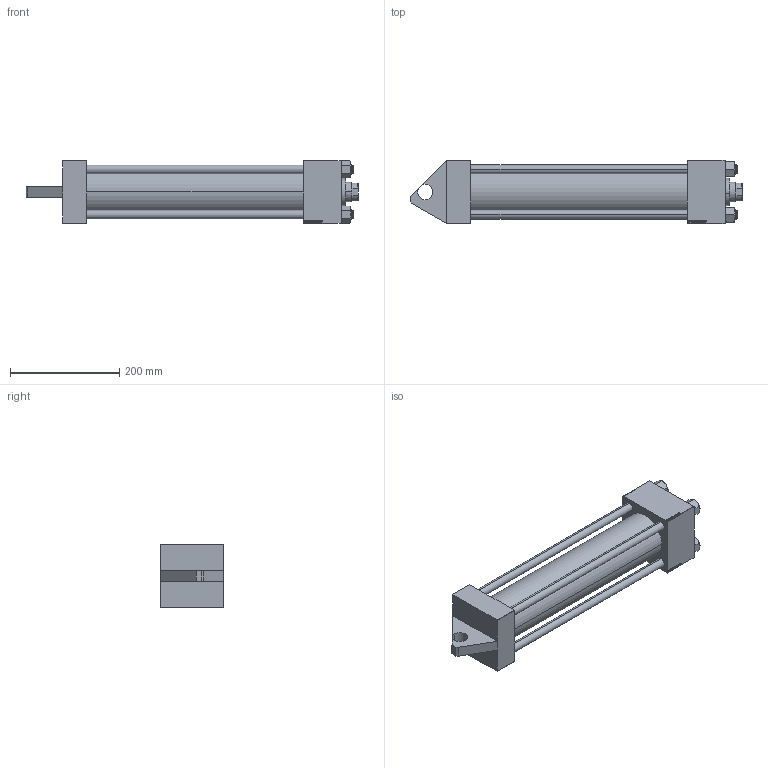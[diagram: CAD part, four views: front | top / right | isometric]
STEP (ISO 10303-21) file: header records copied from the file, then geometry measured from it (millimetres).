
FILE_DESCRIPTION (( 'STEP AP203' ), '1' );
FILE_NAME ('91d6.STEP', '2022-04-15T02:40:16', ( '' ), ( '' ), 'SwSTEP 2.0', 'SolidWorks 2019', '' );
FILE_SCHEMA (( 'CONFIG_CONTROL_DESIGN' ));
Length unit declared in the file: millimetre
Products named in the file (6): V215CR_TYCINKA_I e7bae59be1d6019b2683e2f9c08fabfe; NUT_M5_I e7bae59be1d6019b2683e2f9c08fabfe; 91d6; V215_VC_A e7bae59be1d6019b2683e2f9c08fabfe; V215CR_I_Body e7bae59be1d6019b2683e2f9c08fabfe; V215CR_VCP_I e7bae59be1d6019b2683e2f9c08fabfe
Assembly tree (11 placements, depth 2):
  91d6
    V215CR_I_Body e7bae59be1d6019b2683e2f9c08fabfe
    V215CR_VCP_I e7bae59be1d6019b2683e2f9c08fabfe
    V215CR_TYCINKA_I e7bae59be1d6019b2683e2f9c08fabfe  x4
    NUT_M5_I e7bae59be1d6019b2683e2f9c08fabfe  x4
    V215_VC_A e7bae59be1d6019b2683e2f9c08fabfe
Bounding box: 607 x 115 x 115 mm (x, y, z)
Volume: 2743790.6 mm3; surface area: 558890.7 mm2
Topology: 11 solids, 11 shells, 1134 faces, 2883 edges, 1871 vertices
Faces by surface type: plane 549, bspline 360, cone 132, cylinder 85, torus 8
Entity records: 46677 total; most frequent: CARTESIAN_POINT 24445, ORIENTED_EDGE 5022, DIRECTION 3223, EDGE_CURVE 2511, VERTEX_POINT 1649, VECTOR 1545, LINE 1545, EDGE_LOOP 1096
